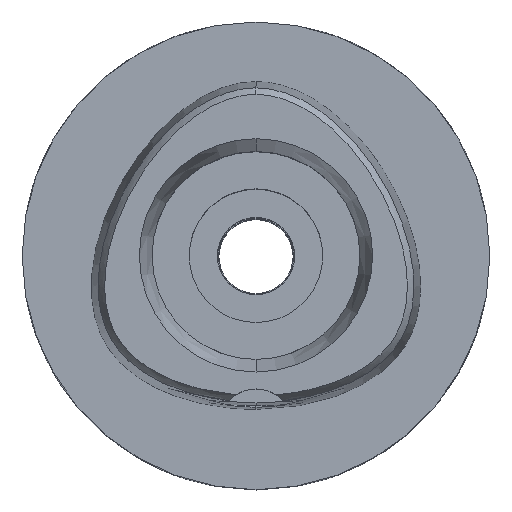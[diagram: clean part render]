
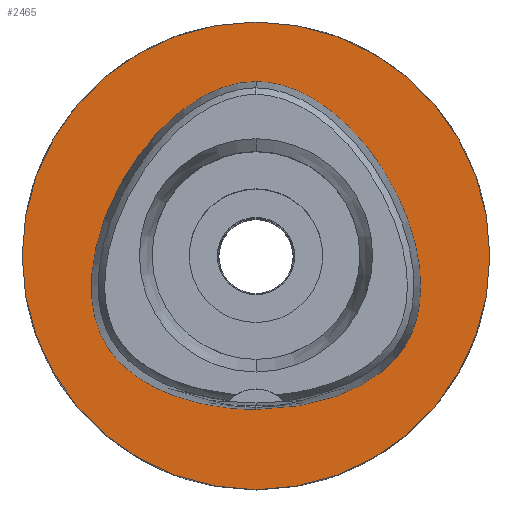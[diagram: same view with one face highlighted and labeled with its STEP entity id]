
A CAD part, top view. The second image highlights one B-rep face of the part: STEP entity #2465.
In plain terms, the highlighted planar face has unit normal (0, 0, 1).
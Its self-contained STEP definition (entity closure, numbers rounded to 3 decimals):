
#328=CARTESIAN_POINT('',(0.,0.,0.));
#329=DIRECTION('',(0.,0.,-1.));
#330=DIRECTION('',(0.,-1.,0.));
#331=AXIS2_PLACEMENT_3D('',#328,#329,#330);
#336=CARTESIAN_POINT('',(0.,0.,0.));
#337=DIRECTION('',(0.,0.,-1.));
#338=DIRECTION('',(0.,1.,0.));
#339=AXIS2_PLACEMENT_3D('',#336,#337,#338);
#344=CARTESIAN_POINT('',(0.,-20.675,0.));
#345=CARTESIAN_POINT('',(0.867,-20.675,0.));
#346=CARTESIAN_POINT('',(2.574,-20.612,
0.));
#347=CARTESIAN_POINT('',(5.087,-20.337,
0.));
#348=CARTESIAN_POINT('',(7.457,-19.897,0.));
#349=CARTESIAN_POINT('',(9.642,-19.32,0.));
#350=CARTESIAN_POINT('',(11.615,-18.633,0.));
#351=CARTESIAN_POINT('',(13.367,-17.862,0.));
#352=CARTESIAN_POINT('',(14.904,-17.032,0.));
#353=CARTESIAN_POINT('',(16.24,-16.157,0.));
#354=CARTESIAN_POINT('',(17.394,-15.252,0.));
#355=CARTESIAN_POINT('',(18.384,-14.322,0.));
#356=CARTESIAN_POINT('',(19.228,-13.372,0.));
#357=CARTESIAN_POINT('',(19.937,-12.406,0.));
#358=CARTESIAN_POINT('',(20.534,-11.409,0.));
#359=CARTESIAN_POINT('',(21.043,-10.341,0.));
#360=CARTESIAN_POINT('',(21.472,-9.173,0.));
#361=CARTESIAN_POINT('',(21.813,-7.891,0.));
#362=CARTESIAN_POINT('',(22.056,-6.484,0.));
#363=CARTESIAN_POINT('',(22.186,-4.938,0.));
#364=CARTESIAN_POINT('',(22.186,-3.242,0.));
#365=CARTESIAN_POINT('',(22.032,-1.39,0.));
#366=CARTESIAN_POINT('',(21.704,0.614,0.));
#367=CARTESIAN_POINT('',(21.18,2.757,0.));
#368=CARTESIAN_POINT('',(20.445,5.005,0.));
#369=CARTESIAN_POINT('',(19.498,7.311,0.));
#370=CARTESIAN_POINT('',(18.35,9.61,0.));
#371=CARTESIAN_POINT('',(17.028,11.834,0.));
#372=CARTESIAN_POINT('',(15.57,13.925,0.));
#373=CARTESIAN_POINT('',(14.022,15.83,0.));
#374=CARTESIAN_POINT('',(12.433,17.511,0.));
#375=CARTESIAN_POINT('',(10.845,18.954,0.));
#376=CARTESIAN_POINT('',(9.286,20.161,0.));
#377=CARTESIAN_POINT('',(7.779,21.145,0.));
#378=CARTESIAN_POINT('',(6.332,21.927,0.));
#379=CARTESIAN_POINT('',(4.95,22.528,0.));
#380=CARTESIAN_POINT('',(3.631,22.969,0.));
#381=CARTESIAN_POINT('',(2.369,23.268,0.));
#382=CARTESIAN_POINT('',(1.161,23.439,
0.));
#383=CARTESIAN_POINT('',(0.382,23.475,
0.));
#384=CARTESIAN_POINT('',(0.,23.475,
0.));
#389=CARTESIAN_POINT('',(0.,23.475,
0.));
#390=CARTESIAN_POINT('',(-0.382,23.475,
0.));
#391=CARTESIAN_POINT('',(-1.161,23.439,
0.));
#392=CARTESIAN_POINT('',(-2.37,23.268,
0.));
#393=CARTESIAN_POINT('',(-3.631,22.969,0.));
#394=CARTESIAN_POINT('',(-4.95,22.528,0.));
#395=CARTESIAN_POINT('',(-6.332,21.927,0.));
#396=CARTESIAN_POINT('',(-7.779,21.145,0.));
#397=CARTESIAN_POINT('',(-9.286,20.161,0.));
#398=CARTESIAN_POINT('',(-10.844,18.954,0.));
#399=CARTESIAN_POINT('',(-12.432,17.512,0.));
#400=CARTESIAN_POINT('',(-14.021,15.831,0.));
#401=CARTESIAN_POINT('',(-15.568,13.927,0.));
#402=CARTESIAN_POINT('',(-17.027,11.836,0.));
#403=CARTESIAN_POINT('',(-18.347,9.614,0.));
#404=CARTESIAN_POINT('',(-19.495,7.316,0.));
#405=CARTESIAN_POINT('',(-20.443,5.011,0.));
#406=CARTESIAN_POINT('',(-21.178,2.763,0.));
#407=CARTESIAN_POINT('',(-21.702,0.622,0.));
#408=CARTESIAN_POINT('',(-22.031,-1.383,0.));
#409=CARTESIAN_POINT('',(-22.185,-3.234,0.));
#410=CARTESIAN_POINT('',(-22.187,-4.93,0.));
#411=CARTESIAN_POINT('',(-22.057,-6.477,0.));
#412=CARTESIAN_POINT('',(-21.815,-7.884,0.));
#413=CARTESIAN_POINT('',(-21.473,-9.167,0.));
#414=CARTESIAN_POINT('',(-21.045,-10.335,0.));
#415=CARTESIAN_POINT('',(-20.537,-11.404,0.));
#416=CARTESIAN_POINT('',(-19.937,-12.406,0.));
#417=CARTESIAN_POINT('',(-19.226,-13.373,0.));
#418=CARTESIAN_POINT('',(-18.384,-14.322,0.));
#419=CARTESIAN_POINT('',(-17.394,-15.252,0.));
#420=CARTESIAN_POINT('',(-16.24,-16.157,0.));
#421=CARTESIAN_POINT('',(-14.904,-17.032,0.));
#422=CARTESIAN_POINT('',(-13.366,-17.863,0.));
#423=CARTESIAN_POINT('',(-11.614,-18.633,0.));
#424=CARTESIAN_POINT('',(-9.642,-19.32,0.));
#425=CARTESIAN_POINT('',(-7.457,-19.898,0.));
#426=CARTESIAN_POINT('',(-5.086,-20.337,
0.));
#427=CARTESIAN_POINT('',(-2.574,-20.612,
0.));
#428=CARTESIAN_POINT('',(-0.867,-20.675,0.));
#429=CARTESIAN_POINT('',(0.,-20.675,0.));
#1613=VERTEX_POINT('',#389);
#1614=VERTEX_POINT('',#429);
#1619=CARTESIAN_POINT('',(0.,-31.5,0.));
#1620=CARTESIAN_POINT('',(0.,31.5,0.));
#1621=VERTEX_POINT('',#1619);
#1622=VERTEX_POINT('',#1620);
#2449=CARTESIAN_POINT('',(0.,0.,0.));
#2450=DIRECTION('',(0.,0.,-1.));
#2451=DIRECTION('',(0.,-1.,0.));
#2452=AXIS2_PLACEMENT_3D('',#2449,#2450,#2451);
#2453=PLANE('',#2452);
#2455=ORIENTED_EDGE('',*,*,#2454,.T.);
#2457=ORIENTED_EDGE('',*,*,#2456,.T.);
#2458=EDGE_LOOP('',(#2455,#2457));
#2459=FACE_OUTER_BOUND('',#2458,.F.);
#2461=ORIENTED_EDGE('',*,*,#2460,.T.);
#2462=ORIENTED_EDGE('',*,*,#2432,.T.);
#2463=EDGE_LOOP('',(#2461,#2462));
#2464=FACE_BOUND('',#2463,.F.);
#332=CIRCLE('',#331,31.5);
#340=CIRCLE('',#339,31.5);
#385=B_SPLINE_CURVE_WITH_KNOTS('',3,(#344,#345,#346,#347,#348,#349,#350,#351,
#352,#353,#354,#355,#356,#357,#358,#359,#360,#361,#362,#363,#364,#365,#366,#367,
#368,#369,#370,#371,#372,#373,#374,#375,#376,#377,#378,#379,#380,#381,#382,#383,
#384),.UNSPECIFIED.,.F.,.F.,(4,1,1,1,1,1,1,1,1,1,1,1,1,1,1,1,1,1,1,1,1,1,1,1,1,
1,1,1,1,1,1,1,1,1,1,1,1,1,4),(0.,0.026,0.053,
0.079,0.105,0.132,0.158,
0.184,0.211,0.237,0.263,
0.289,0.316,0.342,0.368,
0.395,0.421,0.447,0.474,0.5,
0.526,0.553,0.579,0.605,
0.632,0.658,0.684,0.711,
0.737,0.763,0.789,0.816,
0.842,0.868,0.895,0.921,
0.947,0.974,1.),.UNSPECIFIED.);
#430=B_SPLINE_CURVE_WITH_KNOTS('',3,(#389,#390,#391,#392,#393,#394,#395,#396,
#397,#398,#399,#400,#401,#402,#403,#404,#405,#406,#407,#408,#409,#410,#411,#412,
#413,#414,#415,#416,#417,#418,#419,#420,#421,#422,#423,#424,#425,#426,#427,#428,
#429),.UNSPECIFIED.,.F.,.F.,(4,1,1,1,1,1,1,1,1,1,1,1,1,1,1,1,1,1,1,1,1,1,1,1,1,
1,1,1,1,1,1,1,1,1,1,1,1,1,4),(0.,0.026,0.053,
0.079,0.105,0.132,0.158,
0.184,0.211,0.237,0.263,
0.289,0.316,0.342,0.368,
0.395,0.421,0.447,0.474,0.5,
0.526,0.553,0.579,0.605,
0.632,0.658,0.684,0.711,
0.737,0.763,0.789,0.816,
0.842,0.868,0.895,0.921,
0.947,0.974,1.),.UNSPECIFIED.);
#2432=EDGE_CURVE('',#1613,#1614,#430,.T.);
#2454=EDGE_CURVE('',#1621,#1622,#332,.T.);
#2456=EDGE_CURVE('',#1622,#1621,#340,.T.);
#2460=EDGE_CURVE('',#1614,#1613,#385,.T.);
#2465=ADVANCED_FACE('',(#2459,#2464),#2453,.F.);
